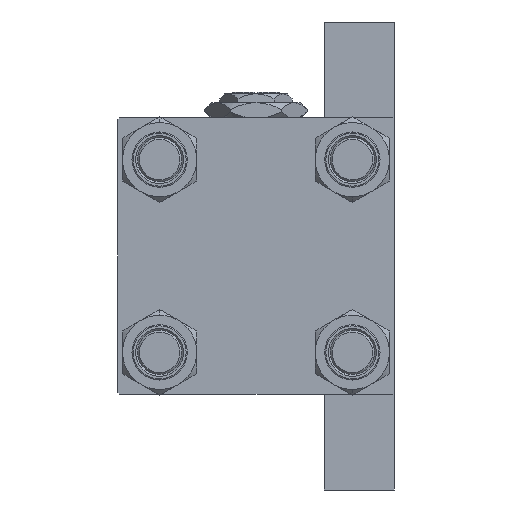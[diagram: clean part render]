
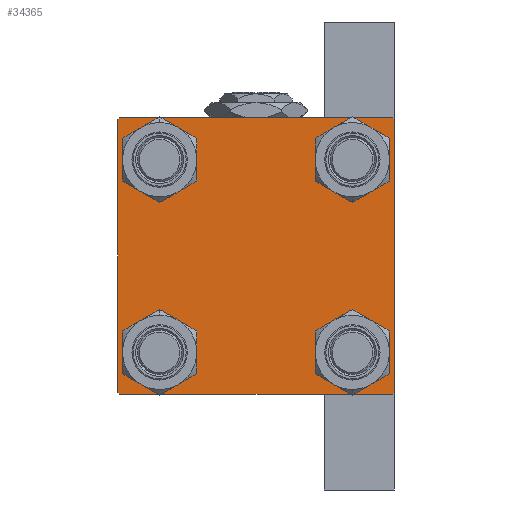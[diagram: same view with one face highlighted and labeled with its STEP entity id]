
A CAD part, left-side view. The second image highlights one B-rep face of the part: STEP entity #34365.
In plain terms, the highlighted planar face has unit normal (-1, 0, 0).
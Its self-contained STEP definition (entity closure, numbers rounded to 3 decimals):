
#145 = VERTEX_POINT ( 'NONE', #39852 ) ;
#403 = FACE_BOUND ( 'NONE', #26133, .T. ) ;
#442 = LINE ( 'NONE', #23483, #38521 ) ;
#1382 = EDGE_CURVE ( 'NONE', #6993, #8512, #28042, .T. ) ;
#1595 = CARTESIAN_POINT ( 'NONE',  ( 0., 37.5, 37.5 ) ) ;
#2065 = CARTESIAN_POINT ( 'NONE',  ( 0., 26.15, -32.65 ) ) ;
#2086 = CARTESIAN_POINT ( 'NONE',  ( 0., 26.15, 26.15 ) ) ;
#2135 = CARTESIAN_POINT ( 'NONE',  ( 0., -26.15, -19.65 ) ) ;
#2464 = EDGE_CURVE ( 'NONE', #8512, #6993, #24122, .T. ) ;
#3040 = VERTEX_POINT ( 'NONE', #11305 ) ;
#3706 = DIRECTION ( 'NONE',  ( 0., 0., -1. ) ) ;
#3843 = AXIS2_PLACEMENT_3D ( 'NONE', #31532, #12307, #4694 ) ;
#4145 = DIRECTION ( 'NONE',  ( 1., 0., 0. ) ) ;
#4694 = DIRECTION ( 'NONE',  ( 0., 0., 1. ) ) ;
#4867 = CARTESIAN_POINT ( 'NONE',  ( 0., 26.15, -26.15 ) ) ;
#5263 = ORIENTED_EDGE ( 'NONE', *, *, #44980, .T. ) ;
#5889 = DIRECTION ( 'NONE',  ( 1., 0., 0. ) ) ;
#6008 = CARTESIAN_POINT ( 'NONE',  ( 0., 26.15, -19.65 ) ) ;
#6315 = EDGE_LOOP ( 'NONE', ( #17258, #28291 ) ) ;
#6386 = DIRECTION ( 'NONE',  ( 1., 0., 0. ) ) ;
#6993 = VERTEX_POINT ( 'NONE', #2065 ) ;
#7519 = EDGE_CURVE ( 'NONE', #18897, #3040, #442, .T. ) ;
#7784 = VERTEX_POINT ( 'NONE', #46729 ) ;
#7949 = CARTESIAN_POINT ( 'NONE',  ( 0., 37., 37.5 ) ) ;
#7970 = VERTEX_POINT ( 'NONE', #30235 ) ;
#8303 = ORIENTED_EDGE ( 'NONE', *, *, #2464, .T. ) ;
#8512 = VERTEX_POINT ( 'NONE', #6008 ) ;
#9262 = VERTEX_POINT ( 'NONE', #25029 ) ;
#9379 = VERTEX_POINT ( 'NONE', #50056 ) ;
#11210 = EDGE_CURVE ( 'NONE', #27051, #145, #44503, .T. ) ;
#11305 = CARTESIAN_POINT ( 'NONE',  ( 0., 37.5, -37. ) ) ;
#11630 = VERTEX_POINT ( 'NONE', #2135 ) ;
#11733 = DIRECTION ( 'NONE',  ( 0., -0.707, -0.707 ) ) ;
#11999 = VECTOR ( 'NONE', #13500, 1000. ) ;
#12161 = DIRECTION ( 'NONE',  ( 0., 0., 1. ) ) ;
#12233 = EDGE_CURVE ( 'NONE', #9379, #7784, #33808, .T. ) ;
#12307 = DIRECTION ( 'NONE',  ( 1., 0., 0. ) ) ;
#12488 = DIRECTION ( 'NONE',  ( 0., 0., 1. ) ) ;
#13120 = EDGE_CURVE ( 'NONE', #7970, #9262, #44159, .T. ) ;
#13500 = DIRECTION ( 'NONE',  ( 0., -0.707, 0.707 ) ) ;
#13591 = CIRCLE ( 'NONE', #3843, 6.5 ) ;
#13641 = AXIS2_PLACEMENT_3D ( 'NONE', #4867, #47183, #12488 ) ;
#14175 = ORIENTED_EDGE ( 'NONE', *, *, #21964, .T. ) ;
#14723 = EDGE_CURVE ( 'NONE', #7784, #9379, #13591, .T. ) ;
#14874 = FACE_BOUND ( 'NONE', #6315, .T. ) ;
#15007 = DIRECTION ( 'NONE',  ( 0., 0.707, -0.707 ) ) ;
#15116 = LINE ( 'NONE', #21987, #44622 ) ;
#15354 = CARTESIAN_POINT ( 'NONE',  ( 0., -37.5, 37. ) ) ;
#15653 = CARTESIAN_POINT ( 'NONE',  ( 0., 26.15, 19.65 ) ) ;
#16185 = EDGE_CURVE ( 'NONE', #34079, #7970, #19275, .T. ) ;
#17014 = VECTOR ( 'NONE', #15007, 1000. ) ;
#17258 = ORIENTED_EDGE ( 'NONE', *, *, #31033, .T. ) ;
#17530 = DIRECTION ( 'NONE',  ( 0., 0., 1. ) ) ;
#17985 = ORIENTED_EDGE ( 'NONE', *, *, #7519, .T. ) ;
#18322 = AXIS2_PLACEMENT_3D ( 'NONE', #47608, #40281, #20250 ) ;
#18802 = LINE ( 'NONE', #34251, #17014 ) ;
#18897 = VERTEX_POINT ( 'NONE', #38942 ) ;
#19229 = CARTESIAN_POINT ( 'NONE',  ( 0., 26.15, 32.65 ) ) ;
#19275 = LINE ( 'NONE', #30916, #26533 ) ;
#20250 = DIRECTION ( 'NONE',  ( 0., 0., 1. ) ) ;
#20757 = EDGE_CURVE ( 'NONE', #30526, #35707, #33181, .T. ) ;
#21200 = VECTOR ( 'NONE', #11733, 1000. ) ;
#21286 = CIRCLE ( 'NONE', #28545, 6.5 ) ;
#21672 = AXIS2_PLACEMENT_3D ( 'NONE', #47440, #5889, #36794 ) ;
#21964 = EDGE_CURVE ( 'NONE', #48467, #18897, #18802, .T. ) ;
#21987 = CARTESIAN_POINT ( 'NONE',  ( 0., -37.5, 37.5 ) ) ;
#22262 = DIRECTION ( 'NONE',  ( 1., 0., 0. ) ) ;
#22581 = ORIENTED_EDGE ( 'NONE', *, *, #45763, .T. ) ;
#23213 = EDGE_CURVE ( 'NONE', #27051, #9262, #15116, .T. ) ;
#23396 = CARTESIAN_POINT ( 'NONE',  ( 0., 26.15, 26.15 ) ) ;
#23483 = CARTESIAN_POINT ( 'NONE',  ( 0., 37.5, 37.5 ) ) ;
#24022 = ORIENTED_EDGE ( 'NONE', *, *, #14723, .T. ) ;
#24122 = CIRCLE ( 'NONE', #13641, 6.5 ) ;
#24239 = DIRECTION ( 'NONE',  ( 0., 0.707, 0.707 ) ) ;
#24311 = DIRECTION ( 'NONE',  ( 1., 0., 0. ) ) ;
#24891 = CARTESIAN_POINT ( 'NONE',  ( 0., 37., -37.5 ) ) ;
#25029 = CARTESIAN_POINT ( 'NONE',  ( 0., -37.5, -37. ) ) ;
#25310 = DIRECTION ( 'NONE',  ( 0., 0., 1. ) ) ;
#25530 = EDGE_LOOP ( 'NONE', ( #24022, #31947 ) ) ;
#26133 = EDGE_LOOP ( 'NONE', ( #45451, #22581 ) ) ;
#26517 = CARTESIAN_POINT ( 'NONE',  ( 0., 0., 0. ) ) ;
#26533 = VECTOR ( 'NONE', #34720, 1000. ) ;
#26936 = LINE ( 'NONE', #43400, #21200 ) ;
#27051 = VERTEX_POINT ( 'NONE', #15354 ) ;
#27450 = AXIS2_PLACEMENT_3D ( 'NONE', #26517, #46507, #38921 ) ;
#27703 = LINE ( 'NONE', #1595, #35116 ) ;
#27936 = ORIENTED_EDGE ( 'NONE', *, *, #11210, .T. ) ;
#28042 = CIRCLE ( 'NONE', #18322, 6.5 ) ;
#28291 = ORIENTED_EDGE ( 'NONE', *, *, #20757, .T. ) ;
#28352 = CARTESIAN_POINT ( 'NONE',  ( 0., -26.15, -26.15 ) ) ;
#28545 = AXIS2_PLACEMENT_3D ( 'NONE', #28352, #24311, #12161 ) ;
#30235 = CARTESIAN_POINT ( 'NONE',  ( 0., -37., -37.5 ) ) ;
#30369 = EDGE_CURVE ( 'NONE', #11630, #35144, #21286, .T. ) ;
#30526 = VERTEX_POINT ( 'NONE', #15653 ) ;
#30916 = CARTESIAN_POINT ( 'NONE',  ( 0., 37.5, -37.5 ) ) ;
#31033 = EDGE_CURVE ( 'NONE', #35707, #30526, #39957, .T. ) ;
#31532 = CARTESIAN_POINT ( 'NONE',  ( 0., -26.15, 26.15 ) ) ;
#31947 = ORIENTED_EDGE ( 'NONE', *, *, #12233, .T. ) ;
#32776 = EDGE_LOOP ( 'NONE', ( #17985, #5263, #32989, #43780, #42352, #27936, #38363, #14175 ) ) ;
#32989 = ORIENTED_EDGE ( 'NONE', *, *, #16185, .T. ) ;
#33181 = CIRCLE ( 'NONE', #39679, 6.5 ) ;
#33468 = AXIS2_PLACEMENT_3D ( 'NONE', #2086, #6386, #17530 ) ;
#33652 = CARTESIAN_POINT ( 'NONE',  ( 0., -26.15, -26.15 ) ) ;
#33808 = CIRCLE ( 'NONE', #21672, 6.5 ) ;
#34079 = VERTEX_POINT ( 'NONE', #24891 ) ;
#34172 = AXIS2_PLACEMENT_3D ( 'NONE', #33652, #22262, #25310 ) ;
#34251 = CARTESIAN_POINT ( 'NONE',  ( 0., 37.25, 37.25 ) ) ;
#34365 = ADVANCED_FACE ( 'NONE', ( #38675, #403, #49791, #14874, #34854 ), #42479, .T. ) ;
#34720 = DIRECTION ( 'NONE',  ( 0., -1., 0. ) ) ;
#34854 = FACE_OUTER_BOUND ( 'NONE', #32776, .T. ) ;
#35058 = DIRECTION ( 'NONE',  ( 0., 0., 1. ) ) ;
#35116 = VECTOR ( 'NONE', #39879, 1000. ) ;
#35144 = VERTEX_POINT ( 'NONE', #48769 ) ;
#35707 = VERTEX_POINT ( 'NONE', #19229 ) ;
#36794 = DIRECTION ( 'NONE',  ( 0., 0., 1. ) ) ;
#38363 = ORIENTED_EDGE ( 'NONE', *, *, #48674, .F. ) ;
#38521 = VECTOR ( 'NONE', #39471, 1000. ) ;
#38675 = FACE_BOUND ( 'NONE', #25530, .T. ) ;
#38921 = DIRECTION ( 'NONE',  ( 0., 0., 1. ) ) ;
#38942 = CARTESIAN_POINT ( 'NONE',  ( 0., 37.5, 37. ) ) ;
#39170 = ORIENTED_EDGE ( 'NONE', *, *, #1382, .T. ) ;
#39471 = DIRECTION ( 'NONE',  ( 0., 0., -1. ) ) ;
#39679 = AXIS2_PLACEMENT_3D ( 'NONE', #23396, #4145, #35058 ) ;
#39852 = CARTESIAN_POINT ( 'NONE',  ( 0., -37., 37.5 ) ) ;
#39879 = DIRECTION ( 'NONE',  ( 0., -1., 0. ) ) ;
#39957 = CIRCLE ( 'NONE', #33468, 6.5 ) ;
#40281 = DIRECTION ( 'NONE',  ( 1., 0., 0. ) ) ;
#42352 = ORIENTED_EDGE ( 'NONE', *, *, #23213, .F. ) ;
#42479 = PLANE ( 'NONE',  #27450 ) ;
#42519 = EDGE_LOOP ( 'NONE', ( #8303, #39170 ) ) ;
#43400 = CARTESIAN_POINT ( 'NONE',  ( 0., 37.25, -37.25 ) ) ;
#43780 = ORIENTED_EDGE ( 'NONE', *, *, #13120, .T. ) ;
#44159 = LINE ( 'NONE', #44666, #11999 ) ;
#44249 = CARTESIAN_POINT ( 'NONE',  ( 0., -37.25, 37.25 ) ) ;
#44503 = LINE ( 'NONE', #44249, #49908 ) ;
#44622 = VECTOR ( 'NONE', #3706, 1000. ) ;
#44666 = CARTESIAN_POINT ( 'NONE',  ( 0., -37.25, -37.25 ) ) ;
#44980 = EDGE_CURVE ( 'NONE', #3040, #34079, #26936, .T. ) ;
#45451 = ORIENTED_EDGE ( 'NONE', *, *, #30369, .T. ) ;
#45763 = EDGE_CURVE ( 'NONE', #35144, #11630, #46329, .T. ) ;
#46329 = CIRCLE ( 'NONE', #34172, 6.5 ) ;
#46507 = DIRECTION ( 'NONE',  ( -1., 0., 0. ) ) ;
#46729 = CARTESIAN_POINT ( 'NONE',  ( 0., -26.15, 32.65 ) ) ;
#47183 = DIRECTION ( 'NONE',  ( 1., 0., 0. ) ) ;
#47440 = CARTESIAN_POINT ( 'NONE',  ( 0., -26.15, 26.15 ) ) ;
#47608 = CARTESIAN_POINT ( 'NONE',  ( 0., 26.15, -26.15 ) ) ;
#48467 = VERTEX_POINT ( 'NONE', #7949 ) ;
#48674 = EDGE_CURVE ( 'NONE', #48467, #145, #27703, .T. ) ;
#48769 = CARTESIAN_POINT ( 'NONE',  ( 0., -26.15, -32.65 ) ) ;
#49791 = FACE_BOUND ( 'NONE', #42519, .T. ) ;
#49908 = VECTOR ( 'NONE', #24239, 1000. ) ;
#50056 = CARTESIAN_POINT ( 'NONE',  ( 0., -26.15, 19.65 ) ) ;
